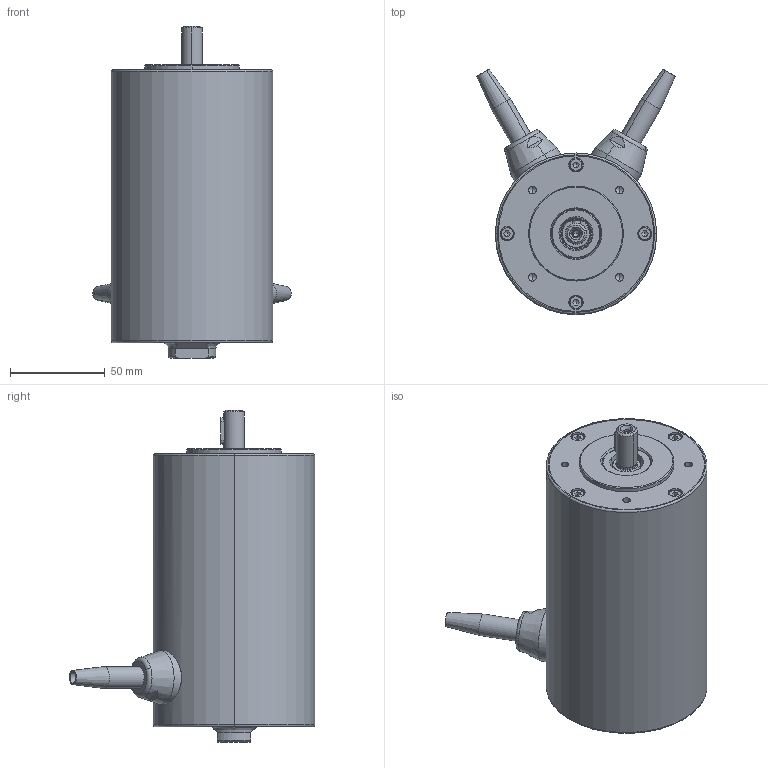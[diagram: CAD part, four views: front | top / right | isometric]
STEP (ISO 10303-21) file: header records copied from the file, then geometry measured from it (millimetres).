
FILE_DESCRIPTION((''),'2;1');
FILE_NAME('BF-83 + Resolver.stp','2012-07-20T08:38:57',('arodrigo'),(''),'Autodesk Inventor 9','Autodesk Inventor 9','');
FILE_SCHEMA(('AUTOMOTIVE_DESIGN { 1 0 10303 214 1 1 1 1 }'));
Length unit declared in the file: millimetre
Products named in the file (1): Pieza1
Bounding box: 104.58 x 129.33 x 175 mm (x, y, z)
Volume: 837653.2 mm3; surface area: 71213.2 mm2
Topology: 1 solids, 13 shells, 401 faces, 994 edges, 630 vertices
Faces by surface type: bspline 151, plane 90, cylinder 86, cone 46, torus 28
Entity records: 14920 total; most frequent: CARTESIAN_POINT 5667, DIRECTION 1977, ORIENTED_EDGE 1936, EDGE_CURVE 968, AXIS2_PLACEMENT_3D 826, VERTEX_POINT 630, CIRCLE 551, EDGE_LOOP 468
